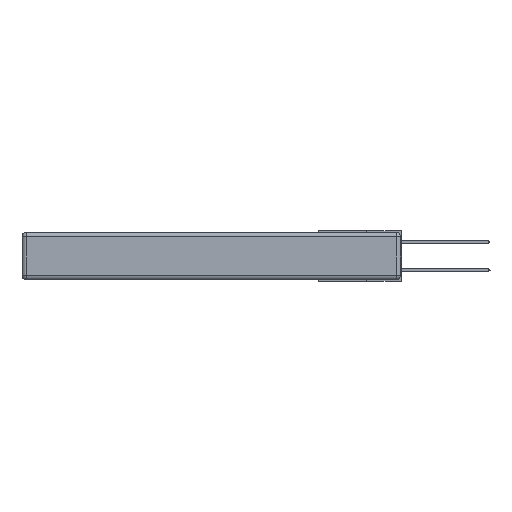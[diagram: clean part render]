
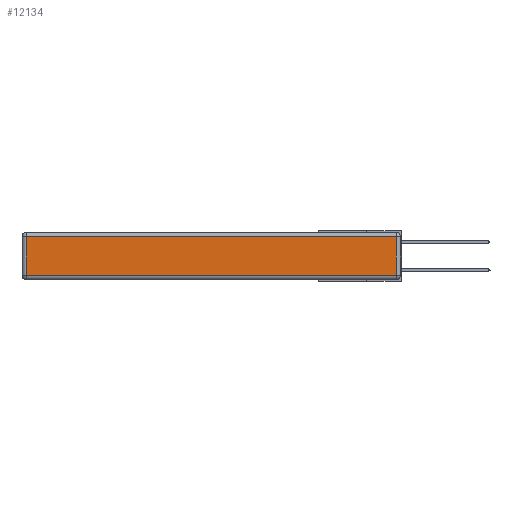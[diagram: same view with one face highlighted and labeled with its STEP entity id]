
A CAD part, left-side view. The second image highlights one B-rep face of the part: STEP entity #12134.
In plain terms, the highlighted planar face has unit normal (-1, 0, 0).
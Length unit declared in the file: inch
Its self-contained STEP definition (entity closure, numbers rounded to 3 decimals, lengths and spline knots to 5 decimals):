
#1168 = VERTEX_POINT ( 'NONE', #17711 ) ;
#1273 = LINE ( 'NONE', #15500, #14889 ) ;
#1773 = DIRECTION ( 'NONE',  ( 0., 1., 0. ) ) ;
#2366 = CARTESIAN_POINT ( 'NONE',  ( 0., 0., -0.313 ) ) ;
#2399 = DIRECTION ( 'NONE',  ( 0., 0., 1. ) ) ;
#2551 = VECTOR ( 'NONE', #16934, 39.37008 ) ;
#2739 = EDGE_CURVE ( 'NONE', #17208, #1168, #13229, .T. ) ;
#3189 = EDGE_CURVE ( 'NONE', #1168, #9627, #12329, .T. ) ;
#4966 = VECTOR ( 'NONE', #9309, 39.37008 ) ;
#6765 = AXIS2_PLACEMENT_3D ( 'NONE', #13405, #16215, #2399 ) ;
#8160 = ORIENTED_EDGE ( 'NONE', *, *, #10525, .T. ) ;
#8259 = CARTESIAN_POINT ( 'NONE',  ( 0., 0.03, -0.03 ) ) ;
#9167 = ORIENTED_EDGE ( 'NONE', *, *, #3189, .T. ) ;
#9309 = DIRECTION ( 'NONE',  ( 0., -1., 0. ) ) ;
#9528 = VECTOR ( 'NONE', #11615, 39.37008 ) ;
#9627 = VERTEX_POINT ( 'NONE', #12036 ) ;
#9892 = CARTESIAN_POINT ( 'NONE',  ( 0., 0.03, -0.343 ) ) ;
#9899 = LINE ( 'NONE', #9892, #2551 ) ;
#10525 = EDGE_CURVE ( 'NONE', #9627, #17423, #9899, .T. ) ;
#11476 = CARTESIAN_POINT ( 'NONE',  ( 0., 2.72, -0.343 ) ) ;
#11568 = FACE_OUTER_BOUND ( 'NONE', #13517, .T. ) ;
#11615 = DIRECTION ( 'NONE',  ( 0., 0., -1. ) ) ;
#12036 = CARTESIAN_POINT ( 'NONE',  ( 0., 0.03, -0.313 ) ) ;
#12134 = ADVANCED_FACE ( 'NONE', ( #11568 ), #17722, .T. ) ;
#12329 = LINE ( 'NONE', #2366, #4966 ) ;
#13229 = LINE ( 'NONE', #11476, #9528 ) ;
#13405 = CARTESIAN_POINT ( 'NONE',  ( 0., 0., -0.343 ) ) ;
#13517 = EDGE_LOOP ( 'NONE', ( #9167, #8160, #13916, #14909 ) ) ;
#13916 = ORIENTED_EDGE ( 'NONE', *, *, #17510, .T. ) ;
#14832 = CARTESIAN_POINT ( 'NONE',  ( 0., 2.72, -0.03 ) ) ;
#14889 = VECTOR ( 'NONE', #1773, 39.37008 ) ;
#14909 = ORIENTED_EDGE ( 'NONE', *, *, #2739, .T. ) ;
#15500 = CARTESIAN_POINT ( 'NONE',  ( 0., 2.75, -0.03 ) ) ;
#16215 = DIRECTION ( 'NONE',  ( -1., 0., 0. ) ) ;
#16934 = DIRECTION ( 'NONE',  ( 0., 0., 1. ) ) ;
#17208 = VERTEX_POINT ( 'NONE', #14832 ) ;
#17423 = VERTEX_POINT ( 'NONE', #8259 ) ;
#17510 = EDGE_CURVE ( 'NONE', #17423, #17208, #1273, .T. ) ;
#17711 = CARTESIAN_POINT ( 'NONE',  ( 0., 2.72, -0.313 ) ) ;
#17722 = PLANE ( 'NONE',  #6765 ) ;
